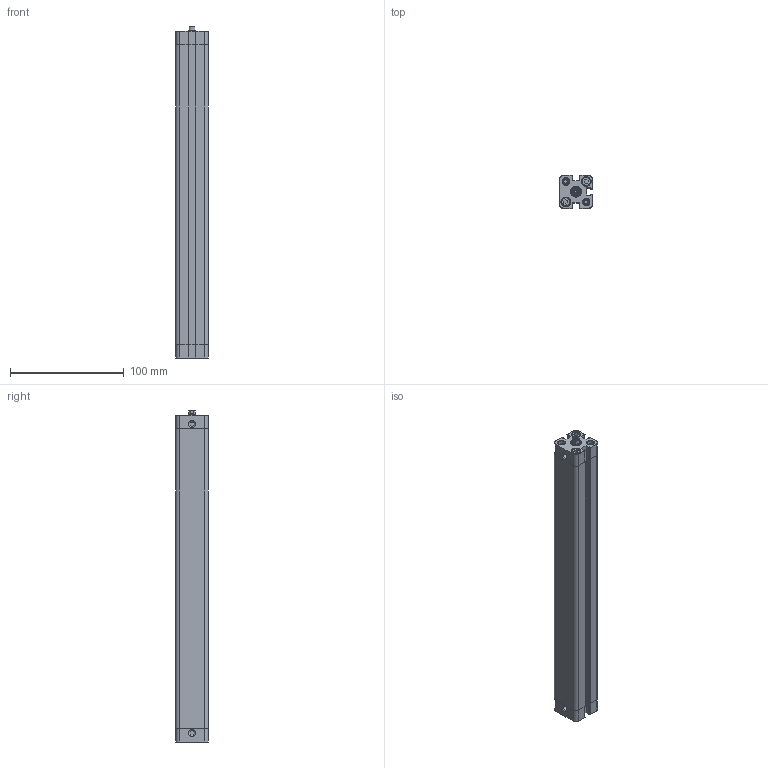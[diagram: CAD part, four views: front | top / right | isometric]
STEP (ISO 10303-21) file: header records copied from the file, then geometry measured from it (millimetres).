
FILE_DESCRIPTION((''),'2;1');
FILE_NAME('ADM012.250.GS.F.stp','2014-04-02T16:52:57',('carlo.corazza'),(''),'Autodesk Inventor 2012','Autodesk Inventor 2012','');
FILE_SCHEMA(('AUTOMOTIVE_DESIGN { 1 0 10303 214 1 1 1 1 }'));
Length unit declared in the file: millimetre
Products named in the file (5): ADM012..GS.F; CORPO-250; STELO-250; TA; TP
Assembly tree (4 placements, depth 2):
  ADM012..GS.F
    CORPO-250
    STELO-250
    TA
    TP
Bounding box: 29.05 x 29.05 x 292.4 mm (x, y, z)
Volume: 170636.9 mm3; surface area: 67703 mm2
Topology: 4 solids, 9 shells, 322 faces, 810 edges, 523 vertices
Faces by surface type: plane 145, cylinder 120, cone 43, torus 14
Full cylindrical faces by diameter (mm): 2.459 x1, 3.242 x5, 3.25 x1, 4.134 x2, 5.9 x4, 6 x7, 7.5 x4, 8 x5, 8.42 x1, 9.2 x1, 10 x1, 11.5 x1, 16 x1
Entity records: 9711 total; most frequent: DIRECTION 1654, CARTESIAN_POINT 1651, ORIENTED_EDGE 1414, EDGE_CURVE 707, AXIS2_PLACEMENT_3D 620, VERTEX_POINT 511, EDGE_LOOP 450, VECTOR 414
